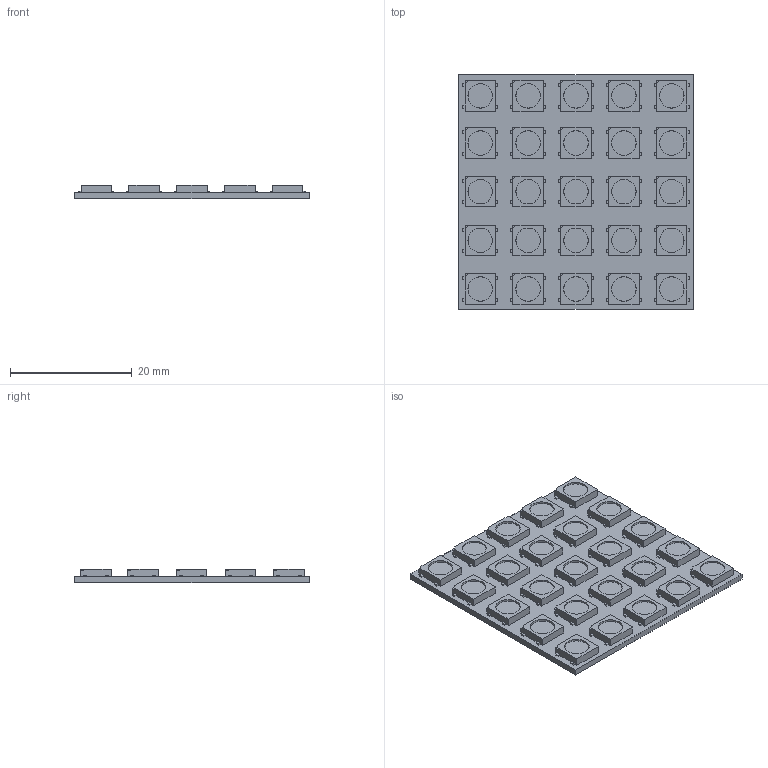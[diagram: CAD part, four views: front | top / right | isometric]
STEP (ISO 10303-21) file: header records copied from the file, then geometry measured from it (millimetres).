
FILE_DESCRIPTION(/* description */ (''),/* implementation_level */ '2;1');
FILE_NAME(/* name */ 'Matriz de LEDs 5x5 RGB 5050.f3d v1.step',/* time_stamp */ '2023-09-10T16:21:31-03:00',/* author */ (''),/* organization */ (''),/* preprocessor_version */ 'ST-DEVELOPER v20',/* originating_system */ 'Autodesk Translation Framework v12.9.0.99',/* authorisation */ '');
FILE_SCHEMA (('AUTOMOTIVE_DESIGN { 1 0 10303 214 3 1 1 }'));
Length unit declared in the file: millimetre
Products named in the file (1): Matriz de LEDs 5x5 RGB 5050.f3d
Bounding box: 38.6 x 38.6 x 2.3 mm (x, y, z)
Volume: 2207.8 mm3; surface area: 5971.4 mm2
Topology: 51 solids, 51 shells, 831 faces, 2112 edges, 1408 vertices
Faces by surface type: plane 781, cylinder 50
Full cylindrical faces by diameter (mm): 4 x25, 4.017 x25
Entity records: 25367 total; most frequent: CARTESIAN_POINT 4352, ORIENTED_EDGE 4224, DIRECTION 3876, EDGE_CURVE 2112, LINE 2012, VECTOR 2012, VERTEX_POINT 1408, AXIS2_PLACEMENT_3D 932
